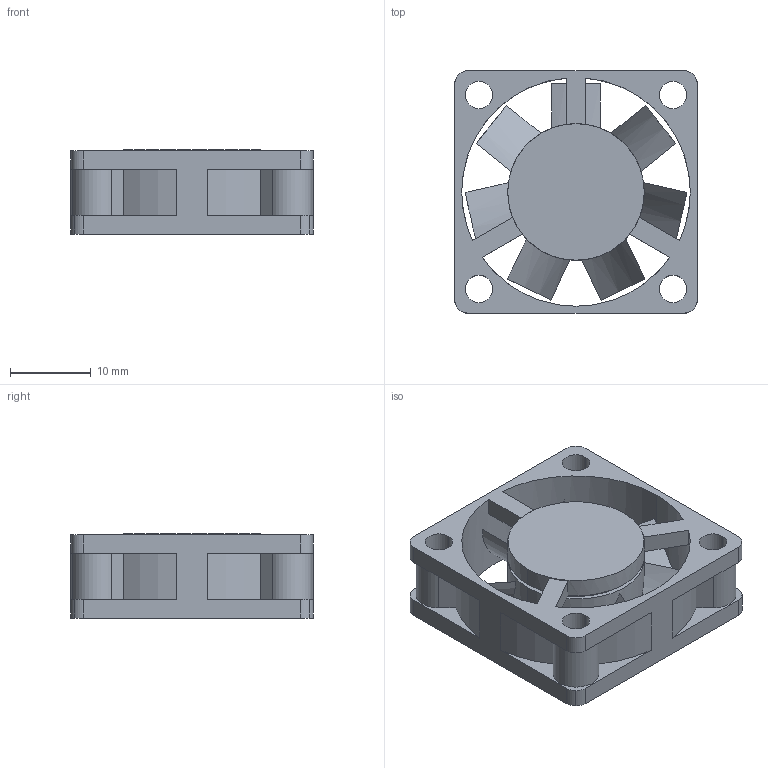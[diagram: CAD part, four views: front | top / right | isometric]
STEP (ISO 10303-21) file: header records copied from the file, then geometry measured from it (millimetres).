
FILE_DESCRIPTION (( 'STEP AP203' ), '1' );
FILE_NAME ('30X30X10 DC fan.STEP', '2025-12-15T04:22:41', ( '' ), ( '' ), 'SwSTEP 2.0', 'SolidWorks 2023', '' );
FILE_SCHEMA (( 'CONFIG_CONTROL_DESIGN' ));
Length unit declared in the file: millimetre
Products named in the file (1): 30X30X10 DC fan
Bounding box: 30 x 30 x 10.44 mm (x, y, z)
Volume: 4591.9 mm3; surface area: 5113.3 mm2
Topology: 1 solids, 1 shells, 93 faces, 264 edges, 176 vertices
Faces by surface type: cylinder 54, plane 39
Entity records: 3464 total; most frequent: CARTESIAN_POINT 867, DIRECTION 540, ORIENTED_EDGE 528, EDGE_CURVE 264, AXIS2_PLACEMENT_3D 200, VERTEX_POINT 176, LINE 140, VECTOR 140
